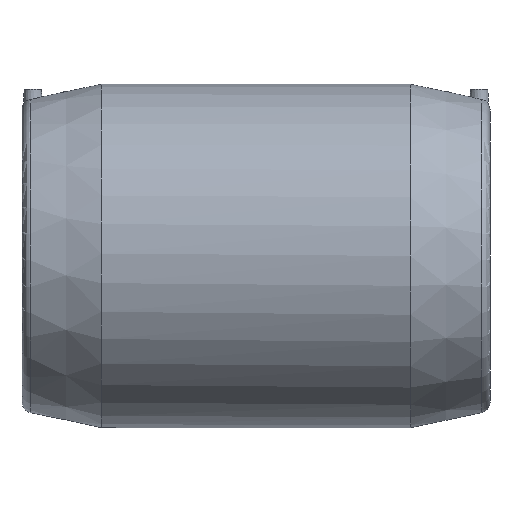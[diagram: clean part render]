
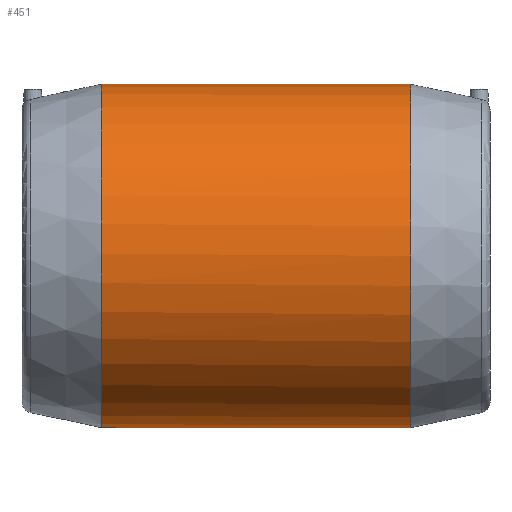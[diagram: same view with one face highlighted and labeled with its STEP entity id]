
A CAD part, front view. The second image highlights one B-rep face of the part: STEP entity #451.
In plain terms, the highlighted cylindrical face has radius 205.5 mm (diameter 411 mm), a full revolution.
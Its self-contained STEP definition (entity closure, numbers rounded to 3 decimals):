
#52=B_SPLINE_CURVE_WITH_KNOTS('',3,(#887,#888,#889,#890,#891,#892,#893,
#894,#895,#896,#897,#898,#899,#900,#901,#902,#903,#904,#905,#906,#907,#908,
#909,#910,#911,#912,#913,#914,#915,#916,#917,#918,#919,#920,#921,#922,#923,
#924,#925,#926,#927,#928,#929,#930,#931,#932,#933,#934,#935,#936,#937,#938,
#939,#940,#941,#942,#943,#944,#945,#946,#947,#948,#949,#950,#951,#952,#953,
#954,#955,#956),.UNSPECIFIED.,.T.,.F.,(1,1,1,1,1,1,1,1,1,1,1,1,1,1,1,1,
1,1,1,1,1,1,1,1,1,1,1,1,1,1,1,1,1,1,1,1,1,1,1,1,1,1,1,1,1,1,1,1,1,1,1,1,
1,1,1,1,1,1,1,1,1,1,1,1,1,1,1,1,1,1,1,1,1,1),(-0.031,-0.021,
-0.01,0.,0.01,0.021,
0.031,0.041,0.052,0.062,
0.083,0.093,0.104,0.114,
0.124,0.13,0.135,0.145,0.156,
0.166,0.176,0.187,0.197,0.207,
0.218,0.228,0.238,0.249,
0.259,0.264,0.27,0.29,
0.296,0.301,0.311,0.321,
0.332,0.342,0.353,0.363,
0.373,0.384,0.394,0.404,
0.415,0.425,0.435,0.446,
0.451,0.456,0.477,0.482,
0.487,0.498,0.508,0.513,
0.518,0.529,0.539,0.55,
0.56,0.57,0.581,0.591,
0.601,0.612,0.622,0.633,
0.643,0.653,0.664,0.674,
0.684,0.695),.UNSPECIFIED.);
#63=CYLINDRICAL_SURFACE('',#517,205.5);
#110=ORIENTED_EDGE('',*,*,#189,.T.);
#111=ORIENTED_EDGE('',*,*,#177,.F.);
#112=ORIENTED_EDGE('',*,*,#175,.T.);
#175=EDGE_CURVE('',#221,#221,#260,.T.);
#177=EDGE_CURVE('',#223,#223,#261,.T.);
#189=EDGE_CURVE('',#234,#234,#52,.T.);
#221=VERTEX_POINT('',#757);
#223=VERTEX_POINT('',#772);
#234=VERTEX_POINT('',#957);
#260=CIRCLE('',#504,205.5);
#261=CIRCLE('',#506,205.5);
#312=EDGE_LOOP('',(#110));
#313=EDGE_LOOP('',(#111));
#314=EDGE_LOOP('',(#112));
#382=FACE_BOUND('',#312,.T.);
#383=FACE_BOUND('',#313,.T.);
#384=FACE_BOUND('',#314,.T.);
#451=ADVANCED_FACE('',(#382,#383,#384),#63,.T.);
#504=AXIS2_PLACEMENT_3D('',#756,#588,#589);
#506=AXIS2_PLACEMENT_3D('',#771,#592,#593);
#517=AXIS2_PLACEMENT_3D('',#886,#616,#617);
#588=DIRECTION('',(-1.,0.,0.));
#589=DIRECTION('',(0.,0.,1.));
#592=DIRECTION('',(-1.,0.,0.));
#593=DIRECTION('',(0.,0.,1.));
#616=DIRECTION('',(-1.,0.,0.));
#617=DIRECTION('',(0.,0.,1.));
#756=CARTESIAN_POINT('',(185.,0.,0.));
#757=CARTESIAN_POINT('',(185.,0.,205.5));
#771=CARTESIAN_POINT('',(-185.,0.,0.));
#772=CARTESIAN_POINT('',(-185.,0.,205.5));
#886=CARTESIAN_POINT('',(-60.,0.,0.));
#887=CARTESIAN_POINT('',(105.125,205.32,-10.5));
#888=CARTESIAN_POINT('',(105.686,205.589,0.024));
#889=CARTESIAN_POINT('',(105.131,205.323,10.403));
#890=CARTESIAN_POINT('',(103.506,204.547,20.634));
#891=CARTESIAN_POINT('',(100.809,203.28,30.661));
#892=CARTESIAN_POINT('',(97.171,201.612,40.156));
#893=CARTESIAN_POINT('',(92.601,199.585,49.234));
#894=CARTESIAN_POINT('',(85.295,196.483,60.687));
#895=CARTESIAN_POINT('',(76.577,193.057,70.717));
#896=CARTESIAN_POINT('',(66.353,189.529,79.524));
#897=CARTESIAN_POINT('',(58.185,186.995,85.291));
#898=CARTESIAN_POINT('',(49.497,184.632,90.277));
#899=CARTESIAN_POINT('',(41.794,182.863,93.781));
#900=CARTESIAN_POINT('',(35.372,181.616,96.162));
#901=CARTESIAN_POINT('',(28.893,180.513,98.221));
#902=CARTESIAN_POINT('',(20.632,179.412,100.216));
#903=CARTESIAN_POINT('',(10.496,178.581,101.684));
#904=CARTESIAN_POINT('',(0.034,178.289,102.191));
#905=CARTESIAN_POINT('',(-10.294,178.572,101.699));
#906=CARTESIAN_POINT('',(-20.459,179.39,100.254));
#907=CARTESIAN_POINT('',(-30.54,180.731,97.827));
#908=CARTESIAN_POINT('',(-40.209,182.502,94.495));
#909=CARTESIAN_POINT('',(-49.412,184.61,90.323));
#910=CARTESIAN_POINT('',(-58.237,187.009,85.264));
#911=CARTESIAN_POINT('',(-66.44,189.558,79.453));
#912=CARTESIAN_POINT('',(-74.,192.167,72.938));
#913=CARTESIAN_POINT('',(-79.79,194.341,66.891));
#914=CARTESIAN_POINT('',(-84.089,196.039,61.681));
#915=CARTESIAN_POINT('',(-90.095,198.486,53.621));
#916=CARTESIAN_POINT('',(-95.076,200.67,44.891));
#917=CARTESIAN_POINT('',(-98.98,202.442,35.435));
#918=CARTESIAN_POINT('',(-101.279,203.501,28.93));
#919=CARTESIAN_POINT('',(-103.488,204.538,20.685));
#920=CARTESIAN_POINT('',(-105.112,205.313,10.571));
#921=CARTESIAN_POINT('',(-105.685,205.589,0.208));
#922=CARTESIAN_POINT('',(-105.149,205.331,-10.283));
#923=CARTESIAN_POINT('',(-103.519,204.553,-20.555));
#924=CARTESIAN_POINT('',(-100.881,203.313,-30.428));
#925=CARTESIAN_POINT('',(-97.258,201.651,-39.97));
#926=CARTESIAN_POINT('',(-92.645,199.604,-49.155));
#927=CARTESIAN_POINT('',(-87.244,197.31,-57.647));
#928=CARTESIAN_POINT('',(-81.066,194.822,-65.546));
#929=CARTESIAN_POINT('',(-74.069,192.192,-72.877));
#930=CARTESIAN_POINT('',(-66.493,189.576,-79.411));
#931=CARTESIAN_POINT('',(-58.342,187.041,-85.193));
#932=CARTESIAN_POINT('',(-51.042,185.05,-89.397));
#933=CARTESIAN_POINT('',(-44.913,183.579,-92.362));
#934=CARTESIAN_POINT('',(-35.585,181.549,-96.339));
#935=CARTESIAN_POINT('',(-25.836,179.972,-99.211));
#936=CARTESIAN_POINT('',(-15.647,179.003,-100.938));
#937=CARTESIAN_POINT('',(-8.727,178.53,-101.772));
#938=CARTESIAN_POINT('',(-0.126,178.292,-102.186));
#939=CARTESIAN_POINT('',(8.454,178.519,-101.792));
#940=CARTESIAN_POINT('',(15.291,178.974,-100.989));
#941=CARTESIAN_POINT('',(22.138,179.613,-99.852));
#942=CARTESIAN_POINT('',(30.501,180.726,-97.835));
#943=CARTESIAN_POINT('',(40.126,182.484,-94.53));
#944=CARTESIAN_POINT('',(49.435,184.615,-90.313));
#945=CARTESIAN_POINT('',(58.224,187.006,-85.269));
#946=CARTESIAN_POINT('',(66.395,189.544,-79.488));
#947=CARTESIAN_POINT('',(74.02,192.174,-72.925));
#948=CARTESIAN_POINT('',(81.003,194.798,-65.616));
#949=CARTESIAN_POINT('',(87.174,197.281,-57.746));
#950=CARTESIAN_POINT('',(92.577,199.575,-49.274));
#951=CARTESIAN_POINT('',(97.205,201.627,-40.092));
#952=CARTESIAN_POINT('',(100.84,203.295,-30.554));
#953=CARTESIAN_POINT('',(103.485,204.537,-20.702));
#954=CARTESIAN_POINT('',(105.125,205.32,-10.5));
#955=CARTESIAN_POINT('',(105.686,205.589,0.024));
#956=CARTESIAN_POINT('',(105.131,205.323,10.403));
#957=CARTESIAN_POINT('',(105.5,205.5,0.));
